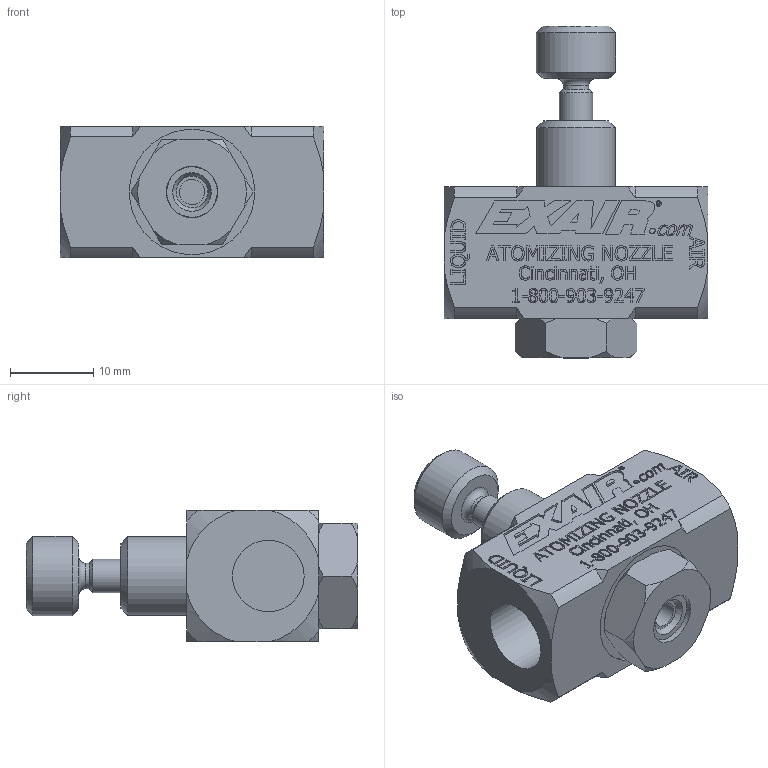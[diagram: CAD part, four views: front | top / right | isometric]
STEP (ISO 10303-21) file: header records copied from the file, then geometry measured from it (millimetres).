
FILE_DESCRIPTION(/* description */ (''),/* implementation_level */ '2;1');
FILE_NAME(/* name */ 'SR8050SS-DIM.stp',/* time_stamp */ '2017-04-11T12:32:12-04:00',/* author */ ('Adam Laub'),/* organization */ (''),/* preprocessor_version */ 'ST-DEVELOPER v16.5',/* originating_system */ 'Autodesk Inventor 2017',/* authorisation */ '');
FILE_SCHEMA (('AUTOMOTIVE_DESIGN { 1 0 10303 214 3 1 1 }'));
Length unit declared in the file: inch
Products named in the file (6): SR8040SS-DIM; 901802-DIM; 901804-DIM; 901803; 901748-DIM; 901765-SR40-DIM
Assembly tree (5 placements, depth 2):
  SR8040SS-DIM
    901802-DIM
    901804-DIM
    901803
    901748-DIM
    901765-SR40-DIM
Bounding box: 31.75 x 39.93 x 15.88 mm (x, y, z)
Volume: 8965.1 mm3; surface area: 5054.8 mm2
Topology: 5 solids, 7 shells, 1408 faces, 3764 edges, 2507 vertices
Faces by surface type: plane 844, bspline 480, cylinder 45, cone 38, torus 1
Full cylindrical faces by diameter (mm): 1.981 x1, 3.048 x2, 3.607 x1, 4.006 x1, 5.842 x2, 6.071 x1, 6.159 x1, 6.248 x1, 6.35 x1, 7.95 x1, 8.204 x1, 8.611 x2, 9.525 x3, 9.922 x1, 11.112 x1, 15.088 x1
Entity records: 46783 total; most frequent: CARTESIAN_POINT 14912, ORIENTED_EDGE 7454, DIRECTION 4716, EDGE_CURVE 3727, LINE 2580, VECTOR 2580, VERTEX_POINT 2502, EDGE_LOOP 1579
